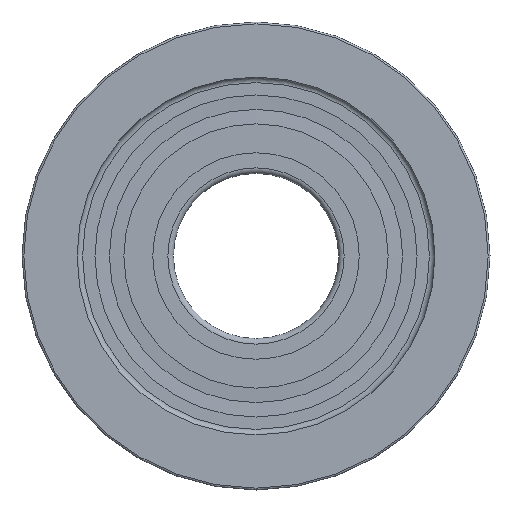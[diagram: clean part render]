
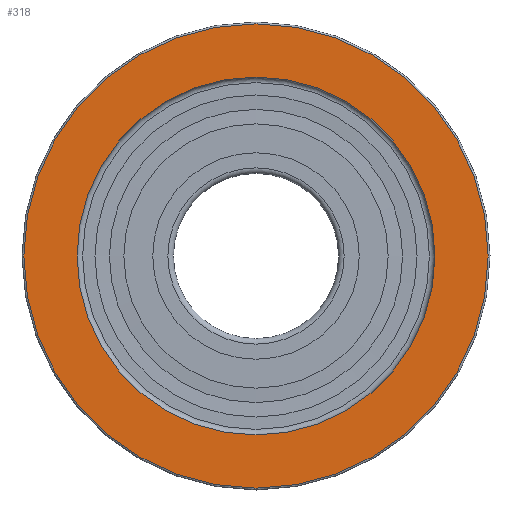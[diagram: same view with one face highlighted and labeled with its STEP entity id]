
A CAD part, left-side view. The second image highlights one B-rep face of the part: STEP entity #318.
In plain terms, the highlighted planar face has unit normal (-1, 0, 0).
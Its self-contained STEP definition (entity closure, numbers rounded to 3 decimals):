
#318 = ADVANCED_FACE( '', ( #552, #553 ), #554, .T. );
#552 = FACE_BOUND( '', #751, .T. );
#553 = FACE_OUTER_BOUND( '', #752, .T. );
#554 = PLANE( '', #753 );
#751 = EDGE_LOOP( '', ( #998 ) );
#752 = EDGE_LOOP( '', ( #999 ) );
#753 = AXIS2_PLACEMENT_3D( '', #1000, #1001, #1002 );
#998 = ORIENTED_EDGE( '', *, *, #1111, .T. );
#999 = ORIENTED_EDGE( '', *, *, #1167, .F. );
#1000 = CARTESIAN_POINT( '', ( 0., 8.433, 0. ) );
#1001 = DIRECTION( '', ( -1., 0., 0. ) );
#1002 = DIRECTION( '', ( 0., 0., 1. ) );
#1111 = EDGE_CURVE( '', #1215, #1215, #1216, .T. );
#1167 = EDGE_CURVE( '', #1298, #1298, #1299, .T. );
#1215 = VERTEX_POINT( '', #1351 );
#1216 = CIRCLE( '', #1352, 6.5 );
#1298 = VERTEX_POINT( '', #1434 );
#1299 = CIRCLE( '', #1435, 8.433 );
#1351 = CARTESIAN_POINT( '', ( 0., 0., -6.5 ) );
#1352 = AXIS2_PLACEMENT_3D( '', #1491, #1492, #1493 );
#1434 = CARTESIAN_POINT( '', ( 0., 0., -8.433 ) );
#1435 = AXIS2_PLACEMENT_3D( '', #1578, #1579, #1580 );
#1491 = CARTESIAN_POINT( '', ( 0., 0., 0. ) );
#1492 = DIRECTION( '', ( 1., 0., 0. ) );
#1493 = DIRECTION( '', ( 0., 0., -1. ) );
#1578 = CARTESIAN_POINT( '', ( 0., 0., 0. ) );
#1579 = DIRECTION( '', ( 1., 0., 0. ) );
#1580 = DIRECTION( '', ( 0., 0., -1. ) );
